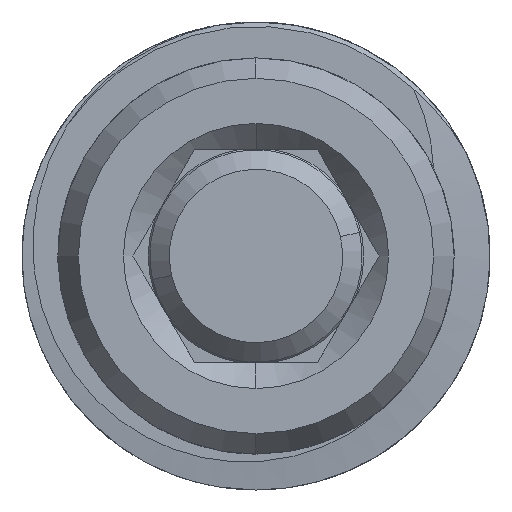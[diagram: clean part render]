
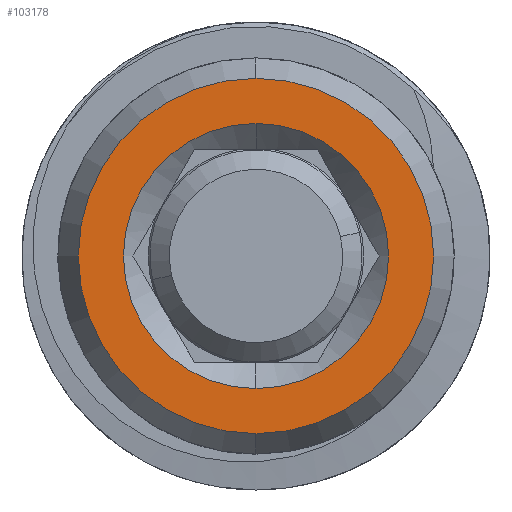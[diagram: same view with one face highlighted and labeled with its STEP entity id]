
A CAD part, front view. The second image highlights one B-rep face of the part: STEP entity #103178.
In plain terms, the highlighted planar face has unit normal (0, -1, 0).
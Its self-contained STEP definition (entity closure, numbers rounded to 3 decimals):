
#6755 = AXIS2_PLACEMENT_3D ( 'NONE', #227252, #113579, #74493 ) ;
#16435 = CARTESIAN_POINT ( 'NONE',  ( 0., -46.5, 3.747 ) ) ;
#17249 = DIRECTION ( 'NONE',  ( 0., 0., -1. ) ) ;
#18827 = CIRCLE ( 'NONE', #71268, 3.747 ) ;
#31686 = ORIENTED_EDGE ( 'NONE', *, *, #243350, .T. ) ;
#53786 = FACE_BOUND ( 'NONE', #139098, .T. ) ;
#57420 = DIRECTION ( 'NONE',  ( 0., 1., 0. ) ) ;
#61167 = DIRECTION ( 'NONE',  ( 0., 0., -1. ) ) ;
#69040 = PLANE ( 'NONE',  #123890 ) ;
#71268 = AXIS2_PLACEMENT_3D ( 'NONE', #224351, #210392, #17249 ) ;
#72629 = CARTESIAN_POINT ( 'NONE',  ( 0., -46.5, 0. ) ) ;
#72753 = DIRECTION ( 'NONE',  ( 0., -1., 0. ) ) ;
#74493 = DIRECTION ( 'NONE',  ( 0., 0., -1. ) ) ;
#79762 = ORIENTED_EDGE ( 'NONE', *, *, #241803, .F. ) ;
#87111 = AXIS2_PLACEMENT_3D ( 'NONE', #72629, #57420, #61167 ) ;
#102574 = CARTESIAN_POINT ( 'NONE',  ( 0., -46.5, 0. ) ) ;
#103178 = ADVANCED_FACE ( 'NONE', ( #53786, #243197 ), #69040, .T. ) ;
#106877 = CARTESIAN_POINT ( 'NONE',  ( -5.023, -46.5, 0. ) ) ;
#111106 = EDGE_CURVE ( 'NONE', #221690, #209916, #164826, .T. ) ;
#113579 = DIRECTION ( 'NONE',  ( 0., 1., 0. ) ) ;
#119357 = CIRCLE ( 'NONE', #87111, 5.023 ) ;
#120453 = AXIS2_PLACEMENT_3D ( 'NONE', #102574, #160663, #141705 ) ;
#120713 = ORIENTED_EDGE ( 'NONE', *, *, #154836, .T. ) ;
#123890 = AXIS2_PLACEMENT_3D ( 'NONE', #106877, #72753, #167424 ) ;
#127557 = CARTESIAN_POINT ( 'NONE',  ( 0., -46.5, 5.023 ) ) ;
#128259 = VERTEX_POINT ( 'NONE', #208894 ) ;
#138176 = ORIENTED_EDGE ( 'NONE', *, *, #111106, .F. ) ;
#139098 = EDGE_LOOP ( 'NONE', ( #120713, #31686 ) ) ;
#141705 = DIRECTION ( 'NONE',  ( 0., 0., -1. ) ) ;
#142231 = EDGE_LOOP ( 'NONE', ( #79762, #138176 ) ) ;
#153447 = CARTESIAN_POINT ( 'NONE',  ( 0., -46.5, -5.023 ) ) ;
#154836 = EDGE_CURVE ( 'NONE', #243445, #128259, #18827, .T. ) ;
#160663 = DIRECTION ( 'NONE',  ( 0., 1., 0. ) ) ;
#164826 = CIRCLE ( 'NONE', #120453, 5.023 ) ;
#167424 = DIRECTION ( 'NONE',  ( 0., 0., 1. ) ) ;
#200142 = CIRCLE ( 'NONE', #6755, 3.747 ) ;
#208894 = CARTESIAN_POINT ( 'NONE',  ( 0., -46.5, -3.747 ) ) ;
#209916 = VERTEX_POINT ( 'NONE', #153447 ) ;
#210392 = DIRECTION ( 'NONE',  ( 0., 1., 0. ) ) ;
#221690 = VERTEX_POINT ( 'NONE', #127557 ) ;
#224351 = CARTESIAN_POINT ( 'NONE',  ( 0., -46.5, 0. ) ) ;
#227252 = CARTESIAN_POINT ( 'NONE',  ( 0., -46.5, 0. ) ) ;
#241803 = EDGE_CURVE ( 'NONE', #209916, #221690, #119357, .T. ) ;
#243197 = FACE_OUTER_BOUND ( 'NONE', #142231, .T. ) ;
#243350 = EDGE_CURVE ( 'NONE', #128259, #243445, #200142, .T. ) ;
#243445 = VERTEX_POINT ( 'NONE', #16435 ) ;
